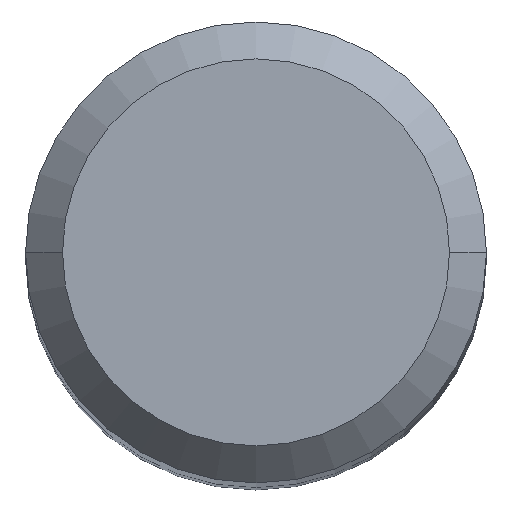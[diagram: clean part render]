
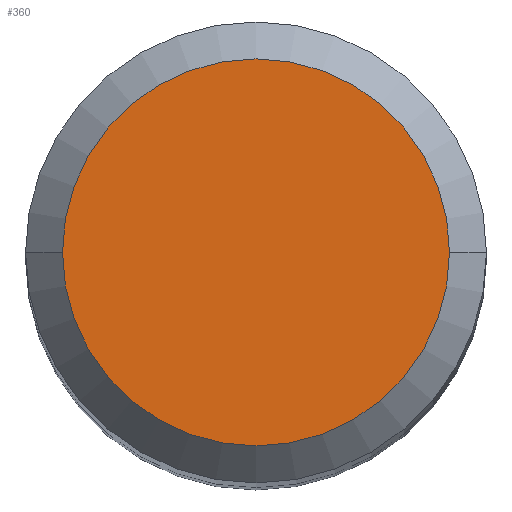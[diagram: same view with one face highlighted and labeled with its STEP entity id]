
A CAD part, top view. The second image highlights one B-rep face of the part: STEP entity #360.
In plain terms, the highlighted planar face has unit normal (0, 0, 1).
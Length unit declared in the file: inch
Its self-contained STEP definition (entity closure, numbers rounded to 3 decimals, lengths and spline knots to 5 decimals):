
#12 = VERTEX_POINT ( 'NONE', #272 ) ;
#21 = DIRECTION ( 'NONE',  ( 1., 0., 0. ) ) ;
#45 = CARTESIAN_POINT ( 'NONE',  ( 0.16365, 0., 0. ) ) ;
#89 = VERTEX_POINT ( 'NONE', #45 ) ;
#91 = EDGE_LOOP ( 'NONE', ( #240, #356 ) ) ;
#99 = EDGE_CURVE ( 'NONE', #12, #89, #273, .T. ) ;
#136 = CARTESIAN_POINT ( 'NONE',  ( 0., 0., 0. ) ) ;
#140 = FACE_OUTER_BOUND ( 'NONE', #91, .T. ) ;
#154 = AXIS2_PLACEMENT_3D ( 'NONE', #136, #279, #377 ) ;
#169 = AXIS2_PLACEMENT_3D ( 'NONE', #354, #233, #21 ) ;
#170 = DIRECTION ( 'NONE',  ( -1., 0., 0. ) ) ;
#174 = CIRCLE ( 'NONE', #169, 0.16365 ) ;
#233 = DIRECTION ( 'NONE',  ( 0., 0., 1. ) ) ;
#240 = ORIENTED_EDGE ( 'NONE', *, *, #99, .T. ) ;
#261 = AXIS2_PLACEMENT_3D ( 'NONE', #293, #352, #170 ) ;
#272 = CARTESIAN_POINT ( 'NONE',  ( -0.16365, 0., 0. ) ) ;
#273 = CIRCLE ( 'NONE', #154, 0.16365 ) ;
#279 = DIRECTION ( 'NONE',  ( 0., 0., 1. ) ) ;
#293 = CARTESIAN_POINT ( 'NONE',  ( 0., 0., 0. ) ) ;
#297 = EDGE_CURVE ( 'NONE', #89, #12, #174, .T. ) ;
#348 = PLANE ( 'NONE',  #261 ) ;
#352 = DIRECTION ( 'NONE',  ( 0., 0., -1. ) ) ;
#354 = CARTESIAN_POINT ( 'NONE',  ( 0., 0., 0. ) ) ;
#356 = ORIENTED_EDGE ( 'NONE', *, *, #297, .T. ) ;
#360 = ADVANCED_FACE ( 'NONE', ( #140 ), #348, .F. ) ;
#377 = DIRECTION ( 'NONE',  ( 1., 0., 0. ) ) ;
